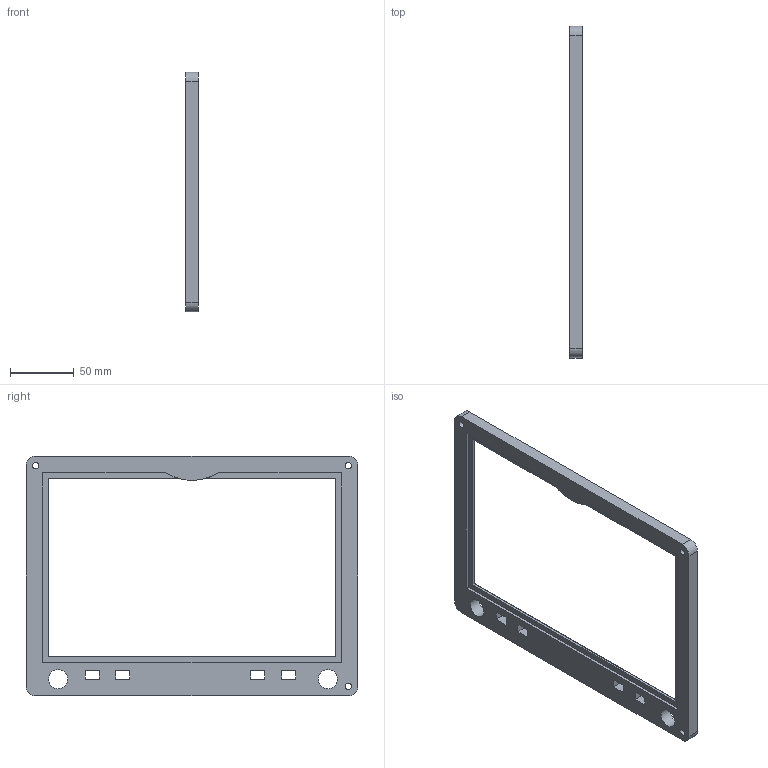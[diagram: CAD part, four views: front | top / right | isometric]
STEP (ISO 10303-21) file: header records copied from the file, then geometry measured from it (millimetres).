
FILE_DESCRIPTION(/* description */ (''),/* implementation_level */ '2;1');
FILE_NAME(/* name */ 'G3X.step',/* time_stamp */ '2024-05-12T14:42:40+12:00',/* author */ (''),/* organization */ (''),/* preprocessor_version */ 'ST-DEVELOPER v20',/* originating_system */ 'Autodesk Translation Framework v12.20.1.177',/* authorisation */ '');
FILE_SCHEMA (('AUTOMOTIVE_DESIGN { 1 0 10303 214 3 1 1 }'));
Length unit declared in the file: millimetre
Products named in the file (1): G3X
Bounding box: 9.5 x 260 x 188 mm (x, y, z)
Volume: 139708 mm3; surface area: 52062.4 mm2
Topology: 1 solids, 1 shells, 97 faces, 266 edges, 175 vertices
Faces by surface type: plane 75, bspline 13, cylinder 9
Full cylindrical faces by diameter (mm): 5 x3, 15 x2
Entity records: 4051 total; most frequent: CARTESIAN_POINT 1614, ORIENTED_EDGE 532, DIRECTION 418, EDGE_CURVE 266, LINE 212, VECTOR 212, VERTEX_POINT 175, EDGE_LOOP 121
